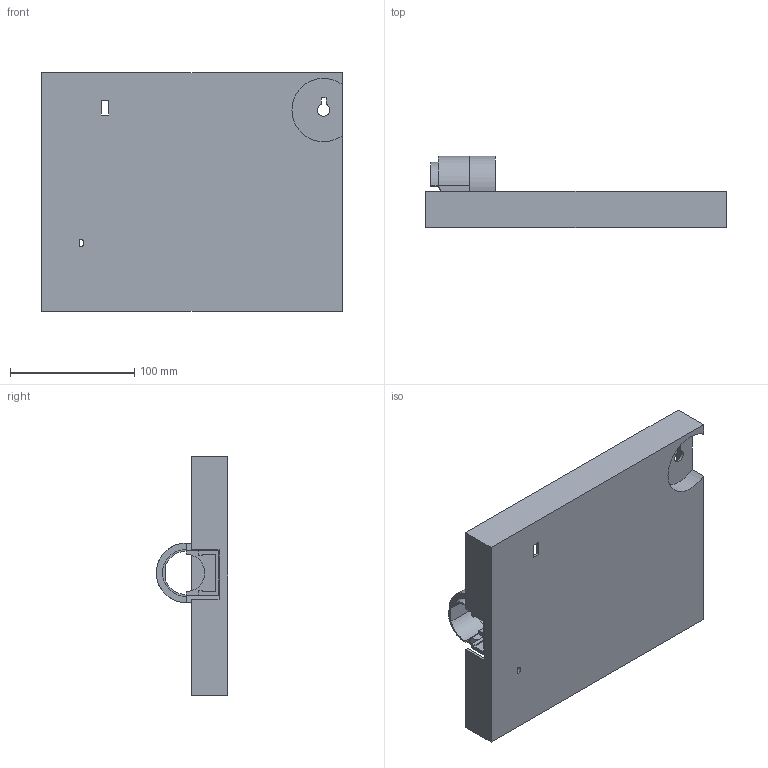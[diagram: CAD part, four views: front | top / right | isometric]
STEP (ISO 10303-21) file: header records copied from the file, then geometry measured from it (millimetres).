
FILE_DESCRIPTION(/* description */ (''),/* implementation_level */ '2;1');
FILE_NAME(/* name */ 'Nikon Labophot - Base v5.step',/* time_stamp */ '2019-03-03T01:09:52+01:00',/* author */ ('emytass'),/* organization */ (''),/* preprocessor_version */ 'ST-DEVELOPER v17.2',/* originating_system */ 'Autodesk Translation Framework v7.6.0.251',/* authorisation */ '');
FILE_SCHEMA (('AUTOMOTIVE_DESIGN { 1 0 10303 214 3 1 1 }'));
Length unit declared in the file: millimetre
Products named in the file (6): Nikon Labophot - Base; Microscope base; Optics; Base; Component7; Component9
Assembly tree (5 placements, depth 3):
  Nikon Labophot - Base
    Microscope base
      Optics
      Base
    Component7
    Component9
Bounding box: 242 x 57.5 x 192 mm (x, y, z)
Volume: 491922.4 mm3; surface area: 179207.9 mm2
Topology: 4 solids, 4 shells, 174 faces, 451 edges, 299 vertices
Faces by surface type: plane 130, cylinder 44
Full cylindrical faces by diameter (mm): 3 x12, 4 x2, 6 x2, 10 x2, 12 x2, 38 x1
Entity records: 5539 total; most frequent: CARTESIAN_POINT 936, DIRECTION 920, ORIENTED_EDGE 902, EDGE_CURVE 451, LINE 354, VECTOR 354, VERTEX_POINT 299, AXIS2_PLACEMENT_3D 283
